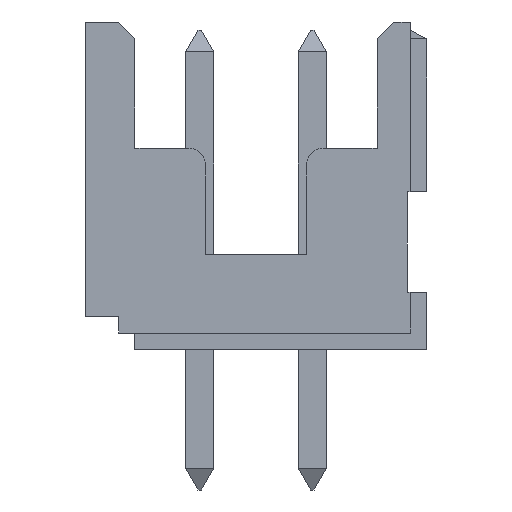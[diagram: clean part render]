
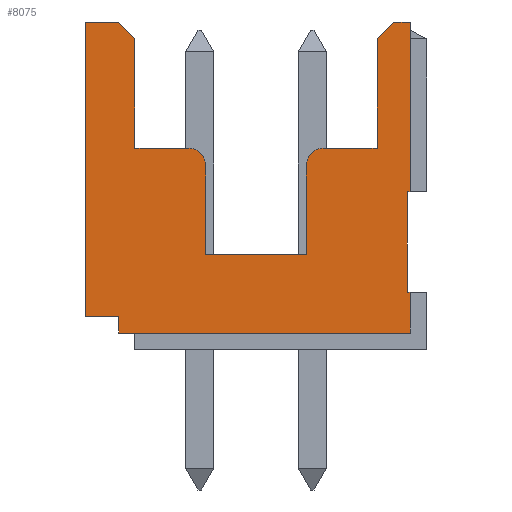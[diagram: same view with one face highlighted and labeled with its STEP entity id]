
A CAD part, left-side view. The second image highlights one B-rep face of the part: STEP entity #8075.
In plain terms, the highlighted planar face has unit normal (-1, 0, 0).
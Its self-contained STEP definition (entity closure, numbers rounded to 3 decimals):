
#1=DIRECTION('',(0.,-1.,0.));
#2=VECTOR('',#1,0.59);
#3=CARTESIAN_POINT('',(2.,3.05,5.85));
#4=LINE('4830',#3,#2);
#5=DIRECTION('',(0.,-0.707,-0.707));
#6=VECTOR('',#5,0.424);
#7=CARTESIAN_POINT('',(2.,2.46,5.85));
#8=LINE('5773',#7,#6);
#9=CARTESIAN_POINT('',(2.,1.2,3.3));
#10=DIRECTION('',(1.,0.,0.));
#11=DIRECTION('',(0.,0.,1.));
#12=AXIS2_PLACEMENT_3D('',#9,#10,#11);
#14=CARTESIAN_POINT('',(2.,-1.2,3.3));
#15=DIRECTION('',(1.,0.,0.));
#16=DIRECTION('',(0.,1.,0.));
#17=AXIS2_PLACEMENT_3D('',#14,#15,#16);
#19=DIRECTION('',(0.,-0.707,0.707));
#20=VECTOR('',#19,0.424);
#21=CARTESIAN_POINT('',(2.,-2.16,5.55));
#22=LINE('5645',#21,#20);
#23=DIRECTION('',(0.,-1.,0.));
#24=VECTOR('',#23,0.29);
#25=CARTESIAN_POINT('',(2.,-2.46,5.85));
#26=LINE('4840',#25,#24);
#27=DIRECTION('',(0.,0.,1.));
#28=VECTOR('',#27,3.025);
#29=CARTESIAN_POINT('',(2.,-2.75,2.825));
#30=LINE('4844',#29,#28);
#99=DIRECTION('',(0.,-1.,0.));
#100=VECTOR('',#99,0.05);
#101=CARTESIAN_POINT('',(2.,-2.7,2.825));
#102=LINE('4845',#101,#100);
#243=DIRECTION('',(0.,0.,-1.));
#244=VECTOR('',#243,1.95);
#245=CARTESIAN_POINT('',(2.,-2.16,5.55));
#246=LINE('4859',#245,#244);
#614=DIRECTION('',(0.,1.,0.));
#615=VECTOR('',#614,1.8);
#616=CARTESIAN_POINT('',(2.,-0.9,1.7));
#617=LINE('4856',#616,#615);
#779=DIRECTION('',(0.,-1.,0.));
#780=VECTOR('',#779,5.2);
#781=CARTESIAN_POINT('',(2.,2.45,0.3));
#782=LINE('4849',#781,#780);
#807=DIRECTION('',(0.,1.,0.));
#808=VECTOR('',#807,0.05);
#809=CARTESIAN_POINT('',(2.,-2.75,1.025));
#810=LINE('4847',#809,#808);
#3447=DIRECTION('',(0.,0.,1.));
#3448=VECTOR('',#3447,0.725);
#3449=CARTESIAN_POINT('',(2.,-2.75,0.3));
#3450=LINE('4848',#3449,#3448);
#3479=DIRECTION('',(0.,0.,1.));
#3480=VECTOR('',#3479,1.8);
#3481=CARTESIAN_POINT('',(2.,-2.7,1.025));
#3482=LINE('4846',#3481,#3480);
#3519=DIRECTION('',(0.,-1.,0.));
#3520=VECTOR('',#3519,0.6);
#3521=CARTESIAN_POINT('',(2.,3.05,0.6));
#3522=LINE('4851',#3521,#3520);
#3531=DIRECTION('',(0.,0.,-1.));
#3532=VECTOR('',#3531,0.3);
#3533=CARTESIAN_POINT('',(2.,2.45,0.6));
#3534=LINE('4850',#3533,#3532);
#3539=DIRECTION('',(0.,0.,-1.));
#3540=VECTOR('',#3539,5.25);
#3541=CARTESIAN_POINT('',(2.,3.05,5.85));
#3542=LINE('4852',#3541,#3540);
#3559=DIRECTION('',(0.,0.,1.));
#3560=VECTOR('',#3559,1.95);
#3561=CARTESIAN_POINT('',(2.,2.16,3.6));
#3562=LINE('4853',#3561,#3560);
#3596=DIRECTION('',(0.,0.,1.));
#3597=VECTOR('',#3596,1.6);
#3598=CARTESIAN_POINT('',(2.,0.9,1.7));
#3599=LINE('4855',#3598,#3597);
#3604=DIRECTION('',(0.,1.,0.));
#3605=VECTOR('',#3604,0.96);
#3606=CARTESIAN_POINT('',(2.,1.2,3.6));
#3607=LINE('4854',#3606,#3605);
#5845=DIRECTION('',(0.,1.,0.));
#5846=VECTOR('',#5845,0.96);
#5847=CARTESIAN_POINT('',(2.,-2.16,3.6));
#5848=LINE('4858',#5847,#5846);
#5853=DIRECTION('',(0.,0.,-1.));
#5854=VECTOR('',#5853,1.6);
#5855=CARTESIAN_POINT('',(2.,-0.9,3.3));
#5856=LINE('4857',#5855,#5854);
#6145=CARTESIAN_POINT('',(2.,3.05,5.85));
#6146=CARTESIAN_POINT('',(2.,2.46,5.85));
#6147=VERTEX_POINT('',#6145);
#6148=VERTEX_POINT('',#6146);
#6169=CARTESIAN_POINT('',(2.,-2.46,5.85));
#6170=CARTESIAN_POINT('',(2.,-2.75,5.85));
#6171=VERTEX_POINT('',#6169);
#6172=VERTEX_POINT('',#6170);
#6185=CARTESIAN_POINT('',(2.,-2.75,2.825));
#6186=VERTEX_POINT('',#6185);
#6187=CARTESIAN_POINT('',(2.,-2.7,2.825));
#6188=VERTEX_POINT('',#6187);
#6189=CARTESIAN_POINT('',(2.,-2.7,1.025));
#6190=VERTEX_POINT('',#6189);
#6191=CARTESIAN_POINT('',(2.,-2.75,1.025));
#6192=VERTEX_POINT('',#6191);
#6193=CARTESIAN_POINT('',(2.,-2.75,0.3));
#6194=VERTEX_POINT('',#6193);
#6195=CARTESIAN_POINT('',(2.,2.45,0.3));
#6196=VERTEX_POINT('',#6195);
#6197=CARTESIAN_POINT('',(2.,2.45,0.6));
#6198=VERTEX_POINT('',#6197);
#6199=CARTESIAN_POINT('',(2.,3.05,0.6));
#6200=VERTEX_POINT('',#6199);
#6201=CARTESIAN_POINT('',(2.,2.16,3.6));
#6202=CARTESIAN_POINT('',(2.,2.16,5.55));
#6203=VERTEX_POINT('',#6201);
#6204=VERTEX_POINT('',#6202);
#6205=CARTESIAN_POINT('',(2.,1.2,3.6));
#6206=VERTEX_POINT('',#6205);
#6207=CARTESIAN_POINT('',(2.,0.9,1.7));
#6208=CARTESIAN_POINT('',(2.,0.9,3.3));
#6209=VERTEX_POINT('',#6207);
#6210=VERTEX_POINT('',#6208);
#6211=CARTESIAN_POINT('',(2.,-0.9,1.7));
#6212=VERTEX_POINT('',#6211);
#6213=CARTESIAN_POINT('',(2.,-0.9,3.3));
#6214=VERTEX_POINT('',#6213);
#6215=CARTESIAN_POINT('',(2.,-2.16,3.6));
#6216=CARTESIAN_POINT('',(2.,-1.2,3.6));
#6217=VERTEX_POINT('',#6215);
#6218=VERTEX_POINT('',#6216);
#6219=CARTESIAN_POINT('',(2.,-2.16,5.55));
#6220=VERTEX_POINT('',#6219);
#8025=CARTESIAN_POINT('',(2.,0.15,3.075));
#8026=DIRECTION('',(1.,0.,0.));
#8027=DIRECTION('',(0.,-1.,0.));
#8028=AXIS2_PLACEMENT_3D('',#8025,#8026,#8027);
#8029=PLANE('6236',#8028);
#8031=ORIENTED_EDGE('4844',*,*,#8030,.F.);
#8033=ORIENTED_EDGE('4845',*,*,#8032,.F.);
#8035=ORIENTED_EDGE('4846',*,*,#8034,.F.);
#8037=ORIENTED_EDGE('4847',*,*,#8036,.F.);
#8039=ORIENTED_EDGE('4848',*,*,#8038,.F.);
#8041=ORIENTED_EDGE('4849',*,*,#8040,.F.);
#8043=ORIENTED_EDGE('4850',*,*,#8042,.F.);
#8045=ORIENTED_EDGE('4851',*,*,#8044,.F.);
#8047=ORIENTED_EDGE('4852',*,*,#8046,.F.);
#8048=ORIENTED_EDGE('4830',*,*,#8014,.T.);
#8050=ORIENTED_EDGE('5773',*,*,#8049,.T.);
#8052=ORIENTED_EDGE('4853',*,*,#8051,.F.);
#8054=ORIENTED_EDGE('4854',*,*,#8053,.F.);
#8056=ORIENTED_EDGE('4968',*,*,#8055,.T.);
#8058=ORIENTED_EDGE('4855',*,*,#8057,.F.);
#8060=ORIENTED_EDGE('4856',*,*,#8059,.F.);
#8062=ORIENTED_EDGE('4857',*,*,#8061,.F.);
#8064=ORIENTED_EDGE('4952',*,*,#8063,.T.);
#8066=ORIENTED_EDGE('4858',*,*,#8065,.F.);
#8068=ORIENTED_EDGE('4859',*,*,#8067,.F.);
#8070=ORIENTED_EDGE('5645',*,*,#8069,.T.);
#8072=ORIENTED_EDGE('4840',*,*,#8071,.T.);
#8073=EDGE_LOOP('6236',(#8031,#8033,#8035,#8037,#8039,#8041,#8043,#8045,#8047,
#8048,#8050,#8052,#8054,#8056,#8058,#8060,#8062,#8064,#8066,#8068,#8070,#8072));
#8074=FACE_OUTER_BOUND('6236',#8073,.F.);
#8075=ADVANCED_FACE('6236',(#8074),#8029,.F.);
#13=CIRCLE('4968',#12,0.3);
#18=CIRCLE('4952',#17,0.3);
#8014=EDGE_CURVE('4830',#6147,#6148,#4,.T.);
#8030=EDGE_CURVE('4844',#6186,#6172,#30,.T.);
#8032=EDGE_CURVE('4845',#6188,#6186,#102,.T.);
#8034=EDGE_CURVE('4846',#6190,#6188,#3482,.T.);
#8036=EDGE_CURVE('4847',#6192,#6190,#810,.T.);
#8038=EDGE_CURVE('4848',#6194,#6192,#3450,.T.);
#8040=EDGE_CURVE('4849',#6196,#6194,#782,.T.);
#8042=EDGE_CURVE('4850',#6198,#6196,#3534,.T.);
#8044=EDGE_CURVE('4851',#6200,#6198,#3522,.T.);
#8046=EDGE_CURVE('4852',#6147,#6200,#3542,.T.);
#8049=EDGE_CURVE('5773',#6148,#6204,#8,.T.);
#8051=EDGE_CURVE('4853',#6203,#6204,#3562,.T.);
#8053=EDGE_CURVE('4854',#6206,#6203,#3607,.T.);
#8055=EDGE_CURVE('4968',#6206,#6210,#13,.T.);
#8057=EDGE_CURVE('4855',#6209,#6210,#3599,.T.);
#8059=EDGE_CURVE('4856',#6212,#6209,#617,.T.);
#8061=EDGE_CURVE('4857',#6214,#6212,#5856,.T.);
#8063=EDGE_CURVE('4952',#6214,#6218,#18,.T.);
#8065=EDGE_CURVE('4858',#6217,#6218,#5848,.T.);
#8067=EDGE_CURVE('4859',#6220,#6217,#246,.T.);
#8069=EDGE_CURVE('5645',#6220,#6171,#22,.T.);
#8071=EDGE_CURVE('4840',#6171,#6172,#26,.T.);
